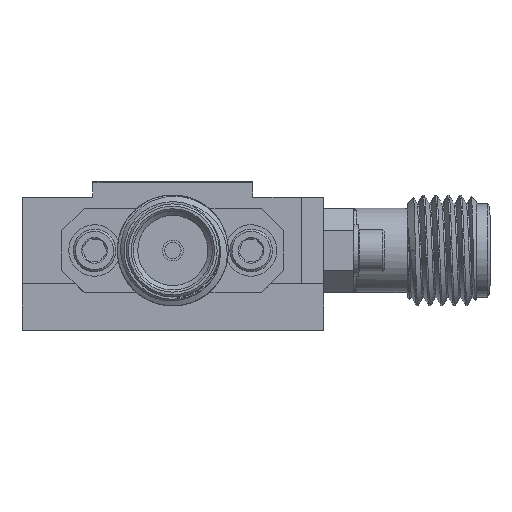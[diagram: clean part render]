
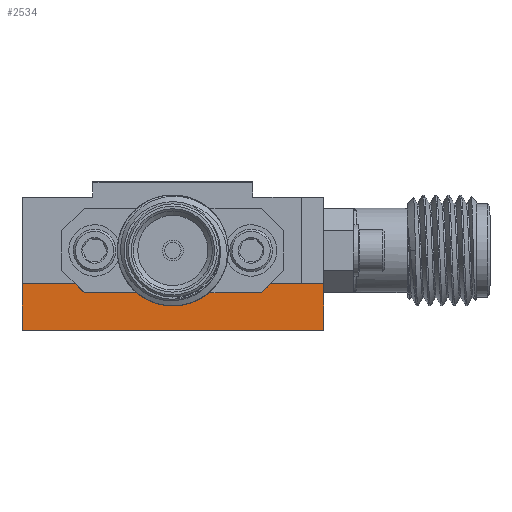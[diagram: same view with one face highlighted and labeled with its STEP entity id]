
A CAD part, left-side view. The second image highlights one B-rep face of the part: STEP entity #2534.
In plain terms, the highlighted planar face has unit normal (-1, 0, 0).
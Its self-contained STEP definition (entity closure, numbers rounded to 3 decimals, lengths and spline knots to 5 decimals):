
#1475 = DIRECTION ( 'NONE',  ( 0., 0., -1. ) ) ;
#1561 = ORIENTED_EDGE ( 'NONE', *, *, #16884, .T. ) ;
#1709 = VERTEX_POINT ( 'NONE', #17813 ) ;
#2534 = ADVANCED_FACE ( 'NONE', ( #13920 ), #15968, .F. ) ;
#3031 = LINE ( 'NONE', #36793, #3970 ) ;
#3970 = VECTOR ( 'NONE', #13140, 39.37008 ) ;
#3996 = ORIENTED_EDGE ( 'NONE', *, *, #16268, .T. ) ;
#4027 = CARTESIAN_POINT ( 'NONE',  ( -0.445, -0.34, -0.095 ) ) ;
#7481 = DIRECTION ( 'NONE',  ( 0., 1., 0. ) ) ;
#8188 = EDGE_CURVE ( 'NONE', #20154, #11092, #19844, .T. ) ;
#11092 = VERTEX_POINT ( 'NONE', #12874 ) ;
#12874 = CARTESIAN_POINT ( 'NONE',  ( -0.445, 0.34, -0.095 ) ) ;
#12935 = AXIS2_PLACEMENT_3D ( 'NONE', #21754, #16099, #1475 ) ;
#13140 = DIRECTION ( 'NONE',  ( 0., 1., 0. ) ) ;
#13920 = FACE_OUTER_BOUND ( 'NONE', #15041, .T. ) ;
#14753 = LINE ( 'NONE', #22805, #21666 ) ;
#14794 = LINE ( 'NONE', #25056, #34549 ) ;
#15041 = EDGE_LOOP ( 'NONE', ( #3996, #27242, #20268, #1561 ) ) ;
#15968 = PLANE ( 'NONE',  #12935 ) ;
#16099 = DIRECTION ( 'NONE',  ( 1., 0., 0. ) ) ;
#16268 = EDGE_CURVE ( 'NONE', #18765, #11092, #14794, .T. ) ;
#16884 = EDGE_CURVE ( 'NONE', #1709, #18765, #14753, .T. ) ;
#17326 = CARTESIAN_POINT ( 'NONE',  ( -0.445, 0.34, -0.2 ) ) ;
#17813 = CARTESIAN_POINT ( 'NONE',  ( -0.445, -0.34, -0.2 ) ) ;
#18765 = VERTEX_POINT ( 'NONE', #4027 ) ;
#19844 = LINE ( 'NONE', #17326, #26776 ) ;
#20154 = VERTEX_POINT ( 'NONE', #29036 ) ;
#20268 = ORIENTED_EDGE ( 'NONE', *, *, #36770, .F. ) ;
#21666 = VECTOR ( 'NONE', #28836, 39.37008 ) ;
#21754 = CARTESIAN_POINT ( 'NONE',  ( -0.445, -0.34, -0.2 ) ) ;
#22805 = CARTESIAN_POINT ( 'NONE',  ( -0.445, -0.34, -0.2 ) ) ;
#22983 = DIRECTION ( 'NONE',  ( 0., 0., 1. ) ) ;
#25056 = CARTESIAN_POINT ( 'NONE',  ( -0.445, -0.34, -0.095 ) ) ;
#26776 = VECTOR ( 'NONE', #22983, 39.37008 ) ;
#27242 = ORIENTED_EDGE ( 'NONE', *, *, #8188, .F. ) ;
#28836 = DIRECTION ( 'NONE',  ( 0., 0., 1. ) ) ;
#29036 = CARTESIAN_POINT ( 'NONE',  ( -0.445, 0.34, -0.2 ) ) ;
#34549 = VECTOR ( 'NONE', #7481, 39.37008 ) ;
#36770 = EDGE_CURVE ( 'NONE', #1709, #20154, #3031, .T. ) ;
#36793 = CARTESIAN_POINT ( 'NONE',  ( -0.445, -0.34, -0.2 ) ) ;
